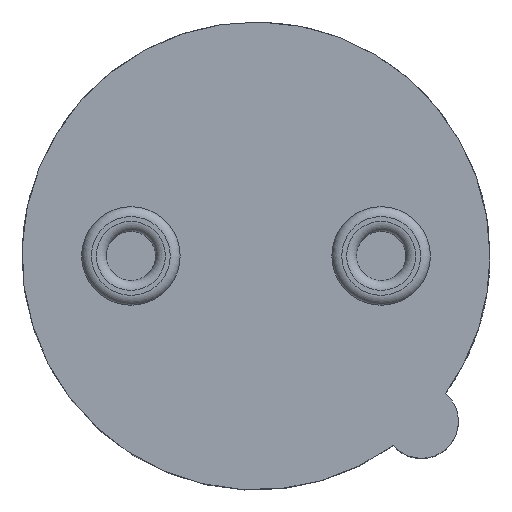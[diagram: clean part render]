
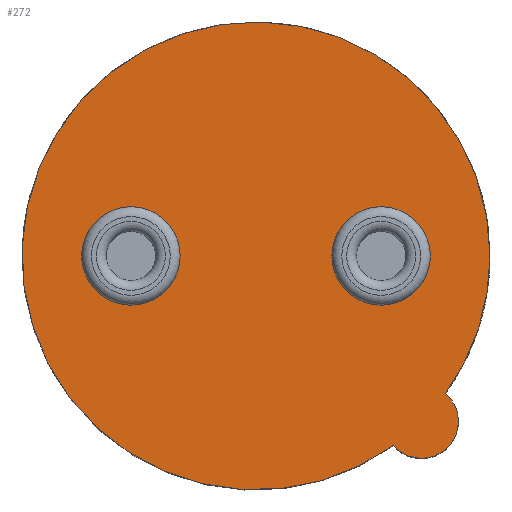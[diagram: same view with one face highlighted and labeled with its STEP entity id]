
A CAD part, top view. The second image highlights one B-rep face of the part: STEP entity #272.
In plain terms, the highlighted planar face has unit normal (0, 0, 1).
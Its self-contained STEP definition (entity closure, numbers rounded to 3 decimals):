
#13=DIRECTION('',(0.,0.,1.));
#27=DIRECTION('',(1.,0.,0.));
#73=DIRECTION('',(0.,0.,-1.));
#132=VERTEX_POINT('',#133);
#133=CARTESIAN_POINT('',(6.386,-2.788,5.6));
#136=ORIENTED_EDGE('',*,*,#137,.T.);
#137=EDGE_CURVE('',#132,#138,#140,.T.);
#138=VERTEX_POINT('',#139);
#139=CARTESIAN_POINT('',(7.29,0.,5.6));
#140=CIRCLE('',#141,4.75);
#141=AXIS2_PLACEMENT_3D('',#142,#13,#27);
#142=CARTESIAN_POINT('',(2.54,0.,5.6));
#143=ORIENTED_EDGE('',*,*,#144,.T.);
#144=EDGE_CURVE('',#138,#145,#140,.T.);
#145=VERTEX_POINT('',#146);
#146=CARTESIAN_POINT('',(5.328,-3.846,5.6));
#167=VERTEX_POINT('',#168);
#168=CARTESIAN_POINT('',(6.649,-3.359,5.6));
#170=ORIENTED_EDGE('',*,*,#171,.T.);
#171=EDGE_CURVE('',#167,#132,#172,.T.);
#172=CIRCLE('',#173,0.75);
#173=AXIS2_PLACEMENT_3D('',#174,#13,#27);
#174=CARTESIAN_POINT('',(5.899,-3.359,5.6));
#178=ORIENTED_EDGE('',*,*,#179,.T.);
#179=EDGE_CURVE('',#145,#167,#172,.T.);
#272=ADVANCED_FACE('',(#273,#275,#284),#293,.T.);
#273=FACE_BOUND('',#274,.T.);
#274=EDGE_LOOP('',(#136,#143,#178,#170));
#275=FACE_BOUND('',#276,.T.);
#276=EDGE_LOOP('',(#277));
#277=ORIENTED_EDGE('',*,*,#278,.T.);
#278=EDGE_CURVE('',#279,#279,#281,.T.);
#279=VERTEX_POINT('',#280);
#280=CARTESIAN_POINT('',(1.,0.,5.6));
#281=CIRCLE('',#282,1.);
#282=AXIS2_PLACEMENT_3D('',#283,#73,#27);
#283=CARTESIAN_POINT('',(0.,0.,5.6));
#284=FACE_BOUND('',#285,.T.);
#285=EDGE_LOOP('',(#286));
#286=ORIENTED_EDGE('',*,*,#287,.T.);
#287=EDGE_CURVE('',#288,#288,#290,.T.);
#288=VERTEX_POINT('',#289);
#289=CARTESIAN_POINT('',(6.08,0.,5.6));
#290=CIRCLE('',#291,1.);
#291=AXIS2_PLACEMENT_3D('',#292,#73,#27);
#292=CARTESIAN_POINT('',(5.08,0.,5.6));
#293=PLANE('',#294);
#294=AXIS2_PLACEMENT_3D('',#295,#296,#297);
#295=CARTESIAN_POINT('',(2.924,-0.264,5.6));
#296=DIRECTION('',(0.,0.,1.));
#297=DIRECTION('',(1.,0.,0.));
